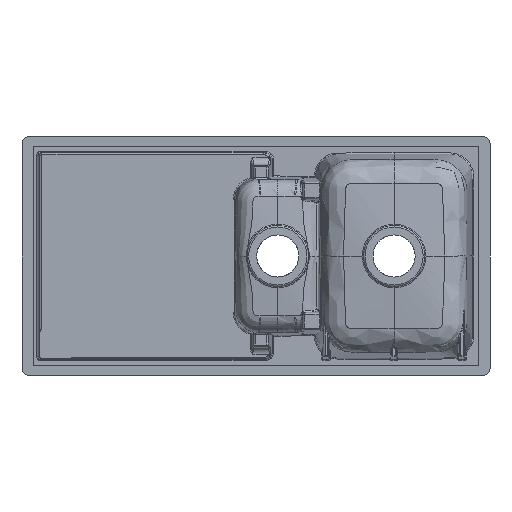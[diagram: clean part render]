
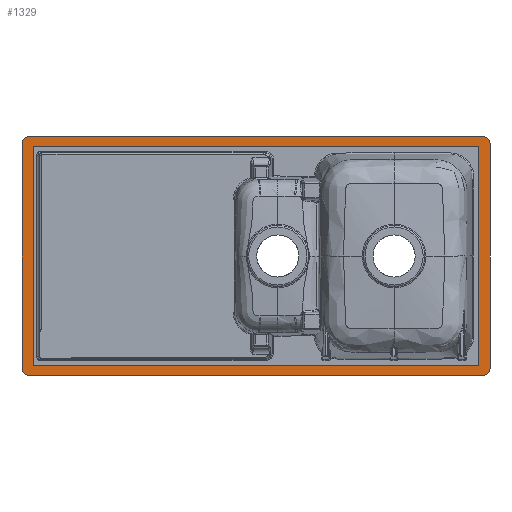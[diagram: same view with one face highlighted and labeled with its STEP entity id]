
A CAD part, front view. The second image highlights one B-rep face of the part: STEP entity #1329.
In plain terms, the highlighted planar face has unit normal (0, -1, 0).
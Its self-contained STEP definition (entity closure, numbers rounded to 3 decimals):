
#72=FACE_BOUND('',#2334,.T.);
#73=FACE_BOUND('',#2335,.T.);
#192=PLANE('',#7299);
#319=LINE('',#29519,#541);
#322=LINE('',#29527,#544);
#325=LINE('',#29535,#547);
#327=LINE('',#29541,#549);
#328=LINE('',#35562,#550);
#329=LINE('',#35565,#551);
#330=LINE('',#35567,#552);
#331=LINE('',#35569,#553);
#541=VECTOR('',#7968,1.);
#544=VECTOR('',#7977,1.);
#547=VECTOR('',#7986,1.);
#549=VECTOR('',#7994,1.);
#550=VECTOR('',#7999,1.);
#551=VECTOR('',#8000,1.);
#552=VECTOR('',#8001,1.);
#553=VECTOR('',#8002,1.);
#703=ELLIPSE('',#7286,15.165,15.);
#704=ELLIPSE('',#7289,15.165,15.);
#705=ELLIPSE('',#7292,15.165,15.);
#706=ELLIPSE('',#7295,15.165,15.);
#1329=ADVANCED_FACE('',(#72,#73),#192,.T.);
#2334=EDGE_LOOP('',(#3860,#3861,#3862,#3863,#3864,#3865,#3866,#3867));
#2335=EDGE_LOOP('',(#3868,#3869,#3870,#3871));
#3860=ORIENTED_EDGE('',*,*,#6302,.T.);
#3861=ORIENTED_EDGE('',*,*,#6304,.T.);
#3862=ORIENTED_EDGE('',*,*,#6306,.T.);
#3863=ORIENTED_EDGE('',*,*,#6308,.T.);
#3864=ORIENTED_EDGE('',*,*,#6310,.T.);
#3865=ORIENTED_EDGE('',*,*,#6312,.T.);
#3866=ORIENTED_EDGE('',*,*,#6314,.T.);
#3867=ORIENTED_EDGE('',*,*,#6315,.T.);
#3868=ORIENTED_EDGE('',*,*,#6350,.F.);
#3869=ORIENTED_EDGE('',*,*,#6351,.F.);
#3870=ORIENTED_EDGE('',*,*,#6352,.F.);
#3871=ORIENTED_EDGE('',*,*,#6353,.F.);
#5556=VERTEX_POINT('',#29512);
#5557=VERTEX_POINT('',#29514);
#5558=VERTEX_POINT('',#29518);
#5559=VERTEX_POINT('',#29522);
#5560=VERTEX_POINT('',#29526);
#5561=VERTEX_POINT('',#29530);
#5562=VERTEX_POINT('',#29534);
#5563=VERTEX_POINT('',#29538);
#5582=VERTEX_POINT('',#35563);
#5583=VERTEX_POINT('',#35564);
#5584=VERTEX_POINT('',#35566);
#5585=VERTEX_POINT('',#35568);
#6302=EDGE_CURVE('',#5556,#5557,#703,.T.);
#6304=EDGE_CURVE('',#5557,#5558,#319,.T.);
#6306=EDGE_CURVE('',#5558,#5559,#704,.T.);
#6308=EDGE_CURVE('',#5559,#5560,#322,.T.);
#6310=EDGE_CURVE('',#5560,#5561,#705,.T.);
#6312=EDGE_CURVE('',#5561,#5562,#325,.T.);
#6314=EDGE_CURVE('',#5562,#5563,#706,.T.);
#6315=EDGE_CURVE('',#5563,#5556,#327,.T.);
#6350=EDGE_CURVE('',#5582,#5583,#328,.T.);
#6351=EDGE_CURVE('',#5584,#5582,#329,.T.);
#6352=EDGE_CURVE('',#5585,#5584,#330,.T.);
#6353=EDGE_CURVE('',#5583,#5585,#331,.T.);
#7286=AXIS2_PLACEMENT_3D('',#29515,#7963,#7964);
#7289=AXIS2_PLACEMENT_3D('',#29523,#7972,#7973);
#7292=AXIS2_PLACEMENT_3D('',#29531,#7981,#7982);
#7295=AXIS2_PLACEMENT_3D('',#29539,#7990,#7991);
#7299=AXIS2_PLACEMENT_3D('',#35570,#8003,#8004);
#7963=DIRECTION('',(0.,-1.,0.));
#7964=DIRECTION('',(-0.707,0.,0.707));
#7968=DIRECTION('',(0.,0.,-1.));
#7972=DIRECTION('',(0.,-1.,0.));
#7973=DIRECTION('',(-0.707,0.,-0.707));
#7977=DIRECTION('',(1.,0.,0.));
#7981=DIRECTION('',(0.,-1.,0.));
#7982=DIRECTION('',(-0.707,0.,0.707));
#7986=DIRECTION('',(0.,0.,1.));
#7990=DIRECTION('',(0.,-1.,0.));
#7991=DIRECTION('',(-0.707,0.,-0.707));
#7994=DIRECTION('',(-1.,0.,0.));
#7999=DIRECTION('',(0.,0.,-1.));
#8000=DIRECTION('',(-1.,0.,0.));
#8001=DIRECTION('',(0.,0.,1.));
#8002=DIRECTION('',(1.,0.,0.));
#8003=DIRECTION('',(0.,-1.,0.));
#8004=DIRECTION('',(0.,0.,1.));
#29512=CARTESIAN_POINT('',(-485.082,-10.,255.));
#29514=CARTESIAN_POINT('',(-500.,-10.,240.082));
#29515=CARTESIAN_POINT('',(-484.917,-10.,239.917));
#29518=CARTESIAN_POINT('',(-500.,-10.,-240.082));
#29519=CARTESIAN_POINT('',(-500.,-10.,-127.5));
#29522=CARTESIAN_POINT('',(-485.082,-10.,-255.));
#29523=CARTESIAN_POINT('',(-484.917,-10.,-239.917));
#29526=CARTESIAN_POINT('',(485.082,-10.,-255.));
#29527=CARTESIAN_POINT('',(0.,-10.,-255.));
#29530=CARTESIAN_POINT('',(500.,-10.,-240.082));
#29531=CARTESIAN_POINT('',(484.917,-10.,-239.917));
#29534=CARTESIAN_POINT('',(500.,-10.,240.082));
#29535=CARTESIAN_POINT('',(500.,-10.,-127.5));
#29538=CARTESIAN_POINT('',(485.082,-10.,255.));
#29539=CARTESIAN_POINT('',(484.917,-10.,239.917));
#29541=CARTESIAN_POINT('',(0.,-10.,255.));
#35562=CARTESIAN_POINT('',(-475.,-10.,-112.2));
#35563=CARTESIAN_POINT('',(-475.,-10.,235.));
#35564=CARTESIAN_POINT('',(-475.,-10.,-235.));
#35565=CARTESIAN_POINT('',(100.,-10.,235.));
#35566=CARTESIAN_POINT('',(475.,-10.,235.));
#35567=CARTESIAN_POINT('',(475.,-10.,-112.2));
#35568=CARTESIAN_POINT('',(475.,-10.,-235.));
#35569=CARTESIAN_POINT('',(100.,-10.,-235.));
#35570=CARTESIAN_POINT('',(100.,-10.,-112.2));
